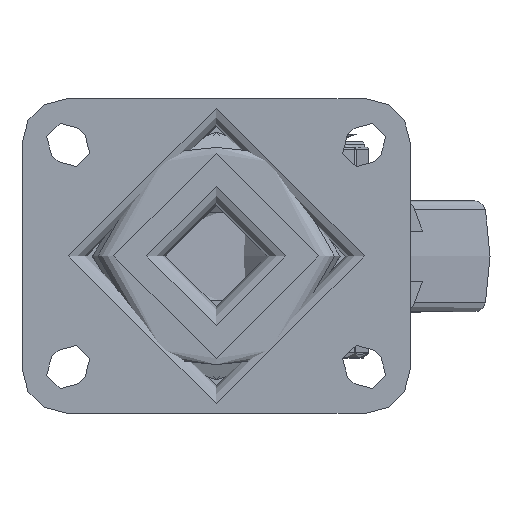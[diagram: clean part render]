
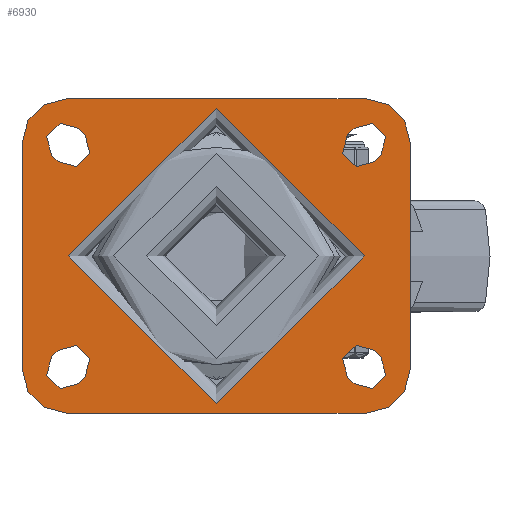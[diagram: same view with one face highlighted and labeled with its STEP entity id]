
A CAD part, top view. The second image highlights one B-rep face of the part: STEP entity #6930.
In plain terms, the highlighted planar face has unit normal (0, 0, 1).
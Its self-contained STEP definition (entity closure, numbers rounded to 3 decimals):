
#530=FACE_BOUND('',#2360,.T.);
#531=FACE_BOUND('',#2361,.T.);
#532=FACE_BOUND('',#2362,.T.);
#533=FACE_BOUND('',#2363,.T.);
#534=FACE_BOUND('',#2364,.T.);
#587=PLANE('',#7563);
#788=LINE('',#10587,#1283);
#789=LINE('',#10588,#1284);
#790=LINE('',#10589,#1285);
#791=LINE('',#10590,#1286);
#792=LINE('',#10591,#1287);
#793=LINE('',#10592,#1288);
#794=LINE('',#10593,#1289);
#795=LINE('',#10594,#1290);
#796=LINE('',#10595,#1291);
#797=LINE('',#10596,#1292);
#798=LINE('',#10597,#1293);
#799=LINE('',#10598,#1294);
#1283=VECTOR('',#8490,1000.);
#1284=VECTOR('',#8491,1000.);
#1285=VECTOR('',#8492,1000.);
#1286=VECTOR('',#8493,1000.);
#1287=VECTOR('',#8494,1000.);
#1288=VECTOR('',#8495,1000.);
#1289=VECTOR('',#8496,1000.);
#1290=VECTOR('',#8497,1000.);
#1291=VECTOR('',#8498,1000.);
#1292=VECTOR('',#8499,1000.);
#1293=VECTOR('',#8500,1000.);
#1294=VECTOR('',#8501,1000.);
#1936=FACE_OUTER_BOUND('',#2359,.T.);
#2359=EDGE_LOOP('',(#4938,#4939,#4940,#4941,#4942,#4943,#4944,#4945));
#2360=EDGE_LOOP('',(#4946));
#2361=EDGE_LOOP('',(#4947,#4948,#4949,#4950));
#2362=EDGE_LOOP('',(#4951,#4952,#4953,#4954));
#2363=EDGE_LOOP('',(#4955,#4956,#4957,#4958));
#2364=EDGE_LOOP('',(#4959,#4960,#4961,#4962));
#2806=CIRCLE('',#7487,5.125);
#2807=CIRCLE('',#7489,5.125);
#2810=CIRCLE('',#7493,5.125);
#2811=CIRCLE('',#7495,5.125);
#2813=CIRCLE('',#7498,5.125);
#2816=CIRCLE('',#7502,5.125);
#2817=CIRCLE('',#7504,5.125);
#2820=CIRCLE('',#7508,5.125);
#2821=CIRCLE('',#7510,12.);
#2823=CIRCLE('',#7513,12.);
#2825=CIRCLE('',#7516,12.);
#2827=CIRCLE('',#7519,12.);
#2830=CIRCLE('',#7524,40.);
#3156=VERTEX_POINT('',#10416);
#3157=VERTEX_POINT('',#10418);
#3158=VERTEX_POINT('',#10422);
#3159=VERTEX_POINT('',#10423);
#3164=VERTEX_POINT('',#10434);
#3165=VERTEX_POINT('',#10436);
#3166=VERTEX_POINT('',#10440);
#3167=VERTEX_POINT('',#10441);
#3170=VERTEX_POINT('',#10449);
#3171=VERTEX_POINT('',#10450);
#3176=VERTEX_POINT('',#10461);
#3177=VERTEX_POINT('',#10463);
#3178=VERTEX_POINT('',#10467);
#3179=VERTEX_POINT('',#10468);
#3184=VERTEX_POINT('',#10479);
#3185=VERTEX_POINT('',#10481);
#3186=VERTEX_POINT('',#10485);
#3187=VERTEX_POINT('',#10486);
#3190=VERTEX_POINT('',#10494);
#3191=VERTEX_POINT('',#10495);
#3194=VERTEX_POINT('',#10503);
#3195=VERTEX_POINT('',#10504);
#3198=VERTEX_POINT('',#10512);
#3199=VERTEX_POINT('',#10513);
#3203=VERTEX_POINT('',#10525);
#3804=EDGE_CURVE('',#3157,#3156,#2806,.T.);
#3806=EDGE_CURVE('',#3158,#3159,#2807,.T.);
#3812=EDGE_CURVE('',#3165,#3164,#2810,.T.);
#3814=EDGE_CURVE('',#3166,#3167,#2811,.T.);
#3818=EDGE_CURVE('',#3170,#3171,#2813,.T.);
#3824=EDGE_CURVE('',#3177,#3176,#2816,.T.);
#3826=EDGE_CURVE('',#3178,#3179,#2817,.T.);
#3832=EDGE_CURVE('',#3185,#3184,#2820,.T.);
#3834=EDGE_CURVE('',#3186,#3187,#2821,.T.);
#3838=EDGE_CURVE('',#3190,#3191,#2823,.T.);
#3842=EDGE_CURVE('',#3194,#3195,#2825,.T.);
#3846=EDGE_CURVE('',#3198,#3199,#2827,.T.);
#3852=EDGE_CURVE('',#3203,#3203,#2830,.T.);
#3881=EDGE_CURVE('',#3195,#3198,#788,.T.);
#3882=EDGE_CURVE('',#3191,#3194,#789,.T.);
#3883=EDGE_CURVE('',#3187,#3190,#790,.T.);
#3884=EDGE_CURVE('',#3199,#3186,#791,.T.);
#3885=EDGE_CURVE('',#3179,#3185,#792,.T.);
#3886=EDGE_CURVE('',#3184,#3178,#793,.T.);
#3887=EDGE_CURVE('',#3171,#3177,#794,.T.);
#3888=EDGE_CURVE('',#3176,#3170,#795,.T.);
#3889=EDGE_CURVE('',#3164,#3166,#796,.T.);
#3890=EDGE_CURVE('',#3167,#3165,#797,.T.);
#3891=EDGE_CURVE('',#3156,#3158,#798,.T.);
#3892=EDGE_CURVE('',#3159,#3157,#799,.T.);
#4938=ORIENTED_EDGE('',*,*,#3846,.F.);
#4939=ORIENTED_EDGE('',*,*,#3881,.F.);
#4940=ORIENTED_EDGE('',*,*,#3842,.F.);
#4941=ORIENTED_EDGE('',*,*,#3882,.F.);
#4942=ORIENTED_EDGE('',*,*,#3838,.F.);
#4943=ORIENTED_EDGE('',*,*,#3883,.F.);
#4944=ORIENTED_EDGE('',*,*,#3834,.F.);
#4945=ORIENTED_EDGE('',*,*,#3884,.F.);
#4946=ORIENTED_EDGE('',*,*,#3852,.F.);
#4947=ORIENTED_EDGE('',*,*,#3885,.T.);
#4948=ORIENTED_EDGE('',*,*,#3832,.T.);
#4949=ORIENTED_EDGE('',*,*,#3886,.T.);
#4950=ORIENTED_EDGE('',*,*,#3826,.T.);
#4951=ORIENTED_EDGE('',*,*,#3887,.T.);
#4952=ORIENTED_EDGE('',*,*,#3824,.T.);
#4953=ORIENTED_EDGE('',*,*,#3888,.T.);
#4954=ORIENTED_EDGE('',*,*,#3818,.T.);
#4955=ORIENTED_EDGE('',*,*,#3889,.T.);
#4956=ORIENTED_EDGE('',*,*,#3814,.T.);
#4957=ORIENTED_EDGE('',*,*,#3890,.T.);
#4958=ORIENTED_EDGE('',*,*,#3812,.T.);
#4959=ORIENTED_EDGE('',*,*,#3891,.T.);
#4960=ORIENTED_EDGE('',*,*,#3806,.T.);
#4961=ORIENTED_EDGE('',*,*,#3892,.T.);
#4962=ORIENTED_EDGE('',*,*,#3804,.T.);
#6930=ADVANCED_FACE('',(#1936,#530,#531,#532,#533,#534),#587,.T.);
#7487=AXIS2_PLACEMENT_3D('',#10419,#8308,#8309);
#7489=AXIS2_PLACEMENT_3D('',#10424,#8313,#8314);
#7493=AXIS2_PLACEMENT_3D('',#10437,#8324,#8325);
#7495=AXIS2_PLACEMENT_3D('',#10442,#8329,#8330);
#7498=AXIS2_PLACEMENT_3D('',#10451,#8337,#8338);
#7502=AXIS2_PLACEMENT_3D('',#10464,#8348,#8349);
#7504=AXIS2_PLACEMENT_3D('',#10469,#8353,#8354);
#7508=AXIS2_PLACEMENT_3D('',#10482,#8364,#8365);
#7510=AXIS2_PLACEMENT_3D('',#10487,#8369,#8370);
#7513=AXIS2_PLACEMENT_3D('',#10496,#8377,#8378);
#7516=AXIS2_PLACEMENT_3D('',#10505,#8385,#8386);
#7519=AXIS2_PLACEMENT_3D('',#10514,#8393,#8394);
#7524=AXIS2_PLACEMENT_3D('',#10526,#8406,#8407);
#7563=AXIS2_PLACEMENT_3D('',#10586,#8488,#8489);
#8308=DIRECTION('center_axis',(0.,0.,-1.));
#8309=DIRECTION('ref_axis',(-1.,0.,0.));
#8313=DIRECTION('center_axis',(0.,0.,-1.));
#8314=DIRECTION('ref_axis',(-1.,0.,0.));
#8324=DIRECTION('center_axis',(0.,0.,-1.));
#8325=DIRECTION('ref_axis',(-1.,0.,0.));
#8329=DIRECTION('center_axis',(0.,0.,-1.));
#8330=DIRECTION('ref_axis',(-1.,0.,0.));
#8337=DIRECTION('center_axis',(0.,0.,-1.));
#8338=DIRECTION('ref_axis',(1.,0.,0.));
#8348=DIRECTION('center_axis',(0.,0.,-1.));
#8349=DIRECTION('ref_axis',(1.,0.,0.));
#8353=DIRECTION('center_axis',(0.,0.,-1.));
#8354=DIRECTION('ref_axis',(1.,0.,0.));
#8364=DIRECTION('center_axis',(0.,0.,-1.));
#8365=DIRECTION('ref_axis',(1.,0.,0.));
#8369=DIRECTION('center_axis',(0.,0.,-1.));
#8370=DIRECTION('ref_axis',(-0.707,0.707,0.));
#8377=DIRECTION('center_axis',(0.,0.,-1.));
#8378=DIRECTION('ref_axis',(0.707,0.707,0.));
#8385=DIRECTION('center_axis',(0.,0.,-1.));
#8386=DIRECTION('ref_axis',(0.707,-0.707,0.));
#8393=DIRECTION('center_axis',(0.,0.,-1.));
#8394=DIRECTION('ref_axis',(-0.707,-0.707,0.));
#8406=DIRECTION('center_axis',(0.,0.,1.));
#8407=DIRECTION('ref_axis',(1.,0.,0.));
#8488=DIRECTION('center_axis',(0.,0.,1.));
#8489=DIRECTION('ref_axis',(1.,0.,0.));
#8490=DIRECTION('',(-1.,0.,0.));
#8491=DIRECTION('',(0.,-1.,0.));
#8492=DIRECTION('',(1.,0.,0.));
#8493=DIRECTION('',(0.,1.,0.));
#8494=DIRECTION('',(-0.707,0.707,0.));
#8495=DIRECTION('',(0.707,-0.707,0.));
#8496=DIRECTION('',(-0.707,-0.707,0.));
#8497=DIRECTION('',(0.707,0.707,0.));
#8498=DIRECTION('',(-0.707,-0.707,0.));
#8499=DIRECTION('',(0.707,0.707,0.));
#8500=DIRECTION('',(-0.707,0.707,0.));
#8501=DIRECTION('',(0.707,-0.707,0.));
#10416=CARTESIAN_POINT('',(37.26,-34.508,0.));
#10418=CARTESIAN_POINT('',(44.508,-27.26,0.));
#10419=CARTESIAN_POINT('Origin',(40.884,-30.884,0.));
#10422=CARTESIAN_POINT('',(35.492,-32.74,0.));
#10423=CARTESIAN_POINT('',(42.74,-25.492,0.));
#10424=CARTESIAN_POINT('Origin',(39.116,-29.116,0.));
#10434=CARTESIAN_POINT('',(44.508,27.26,0.));
#10436=CARTESIAN_POINT('',(37.26,34.508,0.));
#10437=CARTESIAN_POINT('Origin',(40.884,30.884,0.));
#10440=CARTESIAN_POINT('',(42.74,25.492,0.));
#10441=CARTESIAN_POINT('',(35.492,32.74,0.));
#10442=CARTESIAN_POINT('Origin',(39.116,29.116,0.));
#10449=CARTESIAN_POINT('',(-42.74,-25.492,0.));
#10450=CARTESIAN_POINT('',(-35.492,-32.74,0.));
#10451=CARTESIAN_POINT('Origin',(-39.116,-29.116,0.));
#10461=CARTESIAN_POINT('',(-44.508,-27.26,0.));
#10463=CARTESIAN_POINT('',(-37.26,-34.508,0.));
#10464=CARTESIAN_POINT('Origin',(-40.884,-30.884,0.));
#10467=CARTESIAN_POINT('',(-35.492,32.74,0.));
#10468=CARTESIAN_POINT('',(-42.74,25.492,0.));
#10469=CARTESIAN_POINT('Origin',(-39.116,29.116,0.));
#10479=CARTESIAN_POINT('',(-37.26,34.508,0.));
#10481=CARTESIAN_POINT('',(-44.508,27.26,0.));
#10482=CARTESIAN_POINT('Origin',(-40.884,30.884,0.));
#10485=CARTESIAN_POINT('',(-52.5,30.5,0.));
#10486=CARTESIAN_POINT('',(-40.5,42.5,0.));
#10487=CARTESIAN_POINT('Origin',(-40.5,30.5,0.));
#10494=CARTESIAN_POINT('',(40.5,42.5,0.));
#10495=CARTESIAN_POINT('',(52.5,30.5,0.));
#10496=CARTESIAN_POINT('Origin',(40.5,30.5,0.));
#10503=CARTESIAN_POINT('',(52.5,-30.5,0.));
#10504=CARTESIAN_POINT('',(40.5,-42.5,0.));
#10505=CARTESIAN_POINT('Origin',(40.5,-30.5,0.));
#10512=CARTESIAN_POINT('',(-40.5,-42.5,0.));
#10513=CARTESIAN_POINT('',(-52.5,-30.5,0.));
#10514=CARTESIAN_POINT('Origin',(-40.5,-30.5,0.));
#10525=CARTESIAN_POINT('',(40.,0.,0.));
#10526=CARTESIAN_POINT('Origin',(0.,0.,0.));
#10586=CARTESIAN_POINT('Origin',(0.,0.,0.));
#10587=CARTESIAN_POINT('',(52.5,-42.5,0.));
#10588=CARTESIAN_POINT('',(52.5,42.5,0.));
#10589=CARTESIAN_POINT('',(-52.5,42.5,0.));
#10590=CARTESIAN_POINT('',(-52.5,-42.5,0.));
#10591=CARTESIAN_POINT('',(-44.508,27.26,0.));
#10592=CARTESIAN_POINT('',(-37.26,34.508,0.));
#10593=CARTESIAN_POINT('',(-37.26,-34.508,0.));
#10594=CARTESIAN_POINT('',(-44.508,-27.26,0.));
#10595=CARTESIAN_POINT('',(44.508,27.26,0.));
#10596=CARTESIAN_POINT('',(37.26,34.508,0.));
#10597=CARTESIAN_POINT('',(37.26,-34.508,0.));
#10598=CARTESIAN_POINT('',(44.508,-27.26,0.));
